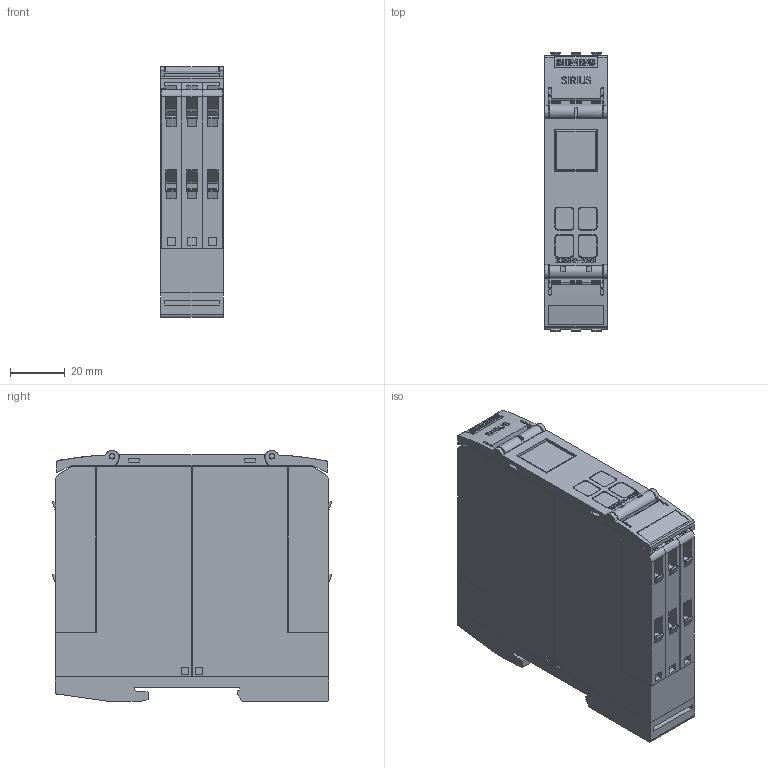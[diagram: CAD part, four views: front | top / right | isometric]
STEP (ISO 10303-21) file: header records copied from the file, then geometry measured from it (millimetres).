
FILE_DESCRIPTION(('STEP AP214'),'1');
FILE_NAME('cctmp_B0ADDAB0-DACF-4789-B608-BFB7198E6E4B_2024_05_27_11_12_33_0750..stp','2024-05-27T09:12:34',('SIEMENS A&D'),('CADClick - www.CADClick.com'),'Spatial InterOp 3D',' ','unknown authorization');
FILE_SCHEMA(('AUTOMOTIVE_DESIGN'));
Length unit declared in the file: millimetre
Products named in the file (1): 3UG5642-2CW31
Bounding box: 22.8 x 101.96 x 91.6 mm (x, y, z)
Volume: 188995.7 mm3; surface area: 52831 mm2
Topology: 1 solids, 1 shells, 1728 faces, 4909 edges, 3258 vertices
Faces by surface type: plane 1467, cylinder 245, torus 16
Entity records: 69974 total; most frequent: CARTESIAN_POINT 10564, ORIENTED_EDGE 9802, DIRECTION 8930, EDGE_CURVE 4901, LINE 4238, VECTOR 4238, VERTEX_POINT 3258, AXIS2_PLACEMENT_3D 2346
